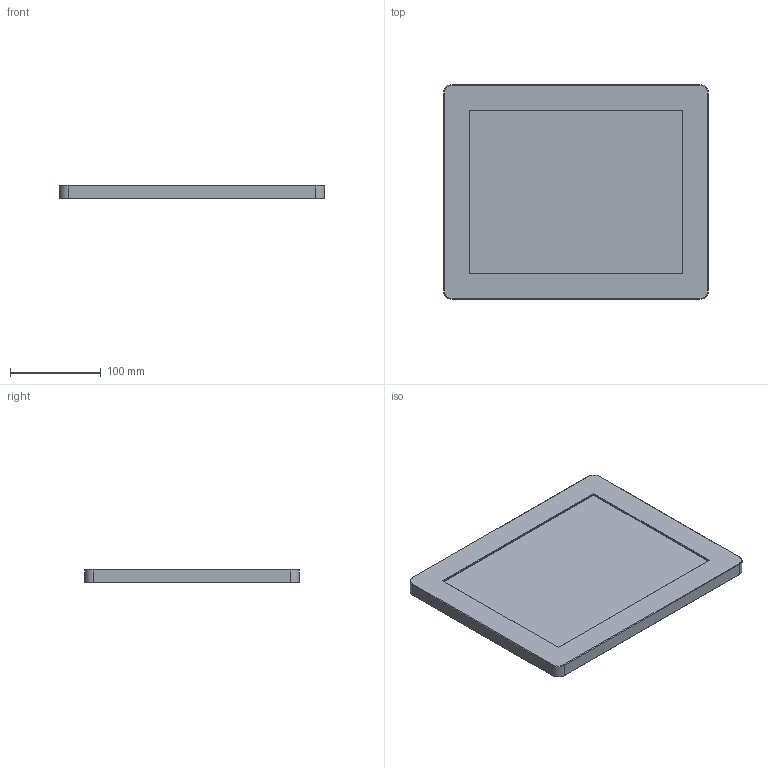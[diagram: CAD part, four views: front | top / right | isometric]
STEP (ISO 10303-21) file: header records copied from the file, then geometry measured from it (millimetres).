
FILE_DESCRIPTION(/* description */ (''),/* implementation_level */ '2;1');
FILE_NAME(/* name */ 'vb_owl_234.stp',/* time_stamp */ '2019-09-13T14:01:05-04:00',/* author */ ('NickC'),/* organization */ (''),/* preprocessor_version */ 'ST-DEVELOPER v17',/* originating_system */ 'Autodesk Inventor 2019',/* authorisation */ '');
FILE_SCHEMA (('AUTOMOTIVE_DESIGN { 1 0 10303 214 3 1 1 }'));
Length unit declared in the file: inch
Products named in the file (1): Part2
Bounding box: 292.1 x 236.6 x 14.58 mm (x, y, z)
Volume: 815121.7 mm3; surface area: 157508.5 mm2
Topology: 1 solids, 1 shells, 76 faces, 164 edges, 100 vertices
Faces by surface type: plane 44, cone 16, cylinder 16
Full cylindrical faces by diameter (mm): 4.978 x4, 8.89 x4
Entity records: 2081 total; most frequent: DIRECTION 374, CARTESIAN_POINT 341, ORIENTED_EDGE 328, EDGE_CURVE 164, AXIS2_PLACEMENT_3D 133, LINE 108, VECTOR 108, VERTEX_POINT 100
